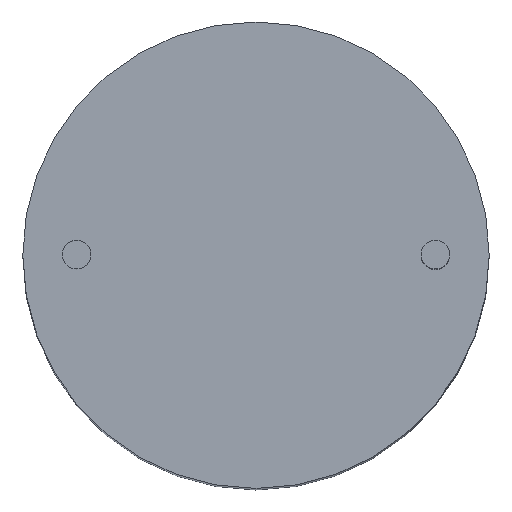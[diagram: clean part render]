
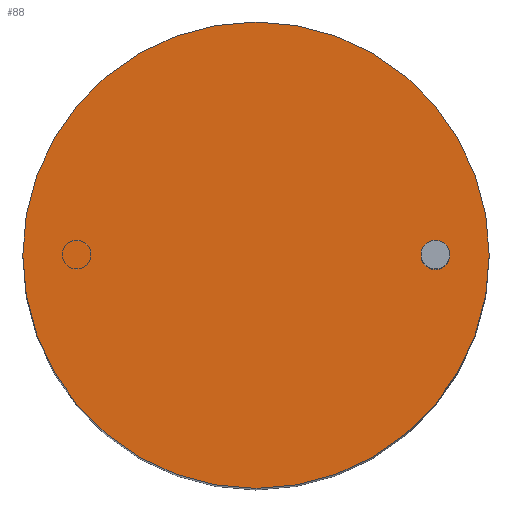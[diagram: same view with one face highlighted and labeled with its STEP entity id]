
A CAD part, top view. The second image highlights one B-rep face of the part: STEP entity #88.
In plain terms, the highlighted planar face has unit normal (0, 0, 1).
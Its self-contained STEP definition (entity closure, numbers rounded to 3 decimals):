
#16=FACE_BOUND('',#30,.T.);
#18=PLANE('',#112);
#23=FACE_OUTER_BOUND('',#29,.T.);
#29=EDGE_LOOP('',(#69));
#30=EDGE_LOOP('',(#70));
#40=CIRCLE('',#107,0.2);
#41=CIRCLE('',#110,3.25);
#46=VERTEX_POINT('',#150);
#47=VERTEX_POINT('',#155);
#53=EDGE_CURVE('',#46,#46,#40,.T.);
#54=EDGE_CURVE('',#47,#47,#41,.T.);
#69=ORIENTED_EDGE('',*,*,#54,.T.);
#70=ORIENTED_EDGE('',*,*,#53,.T.);
#88=ADVANCED_FACE('',(#23,#16),#18,.T.);
#107=AXIS2_PLACEMENT_3D('',#152,#124,#125);
#110=AXIS2_PLACEMENT_3D('',#156,#130,#131);
#112=AXIS2_PLACEMENT_3D('',#160,#135,#136);
#124=DIRECTION('center_axis',(0.,0.,-1.));
#125=DIRECTION('ref_axis',(1.,0.,0.));
#130=DIRECTION('center_axis',(0.,0.,1.));
#131=DIRECTION('ref_axis',(1.,0.,0.));
#135=DIRECTION('center_axis',(0.,0.,1.));
#136=DIRECTION('ref_axis',(1.,0.,0.));
#150=CARTESIAN_POINT('',(2.3,0.,12.5));
#152=CARTESIAN_POINT('Origin',(2.5,0.,12.5));
#155=CARTESIAN_POINT('',(-3.25,0.,12.5));
#156=CARTESIAN_POINT('Origin',(0.,0.,12.5));
#160=CARTESIAN_POINT('Origin',(0.,0.,12.5));
